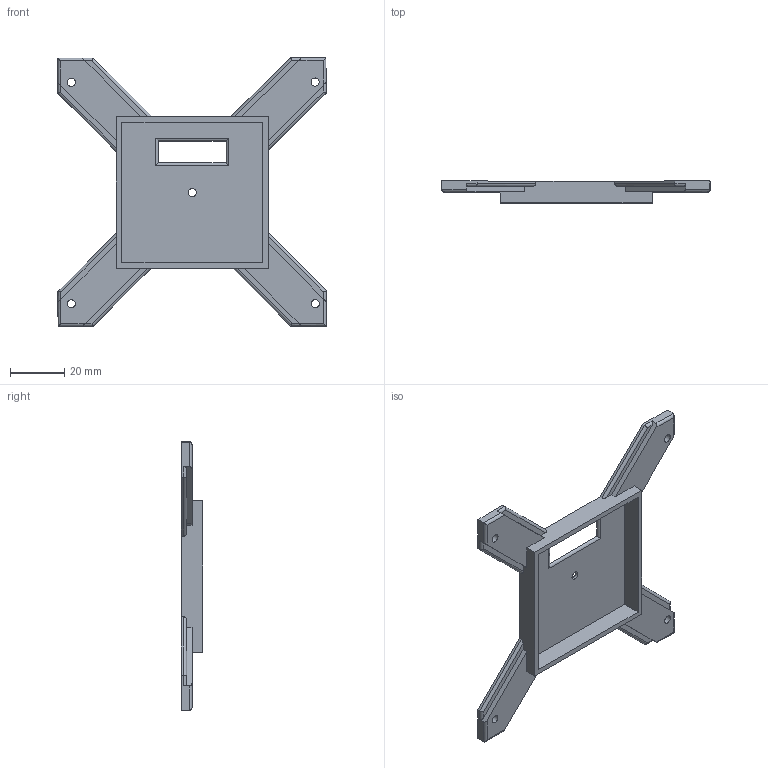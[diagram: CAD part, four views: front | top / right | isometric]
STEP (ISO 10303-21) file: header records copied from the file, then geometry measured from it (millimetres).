
FILE_DESCRIPTION(('STEP AP242'), '1');
FILE_NAME('êðå¸æ ñòèíòèëÿòîðà 2', '', ('UNSPECIFIED'), ('UNSPECIFIED'), 'C3D Converter', 'C3D Toolkit', '');
FILE_SCHEMA(('AP242_MANAGED_MODEL_BASED_3D_ENGINEERING_MIM_LF { 1 0 10303 442 1 1 4 }'));
Length unit declared in the file: millimetre
Bounding box: 99.07 x 8 x 99.19 mm (x, y, z)
Volume: 13345.1 mm3; surface area: 14630.2 mm2
Topology: 1 solids, 1 shells, 83 faces, 226 edges, 146 vertices
Faces by surface type: plane 50, cylinder 33
Full cylindrical faces by diameter (mm): 3 x4, 3.137 x1
Entity records: 2597 total; most frequent: CARTESIAN_POINT 571, ORIENTED_EDGE 442, DIRECTION 359, EDGE_CURVE 221, LINE 171, VECTOR 171, VERTEX_POINT 146, EDGE_LOOP 101
